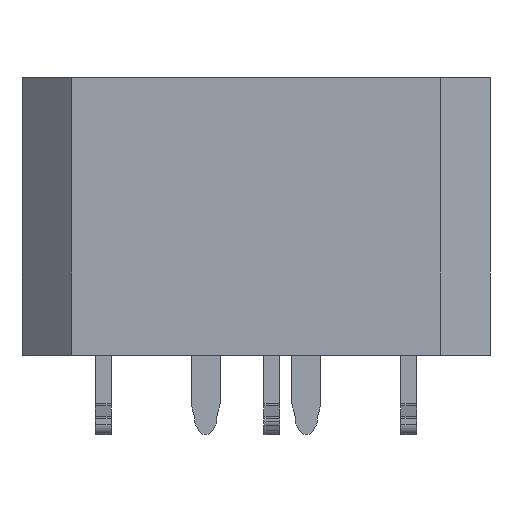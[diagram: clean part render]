
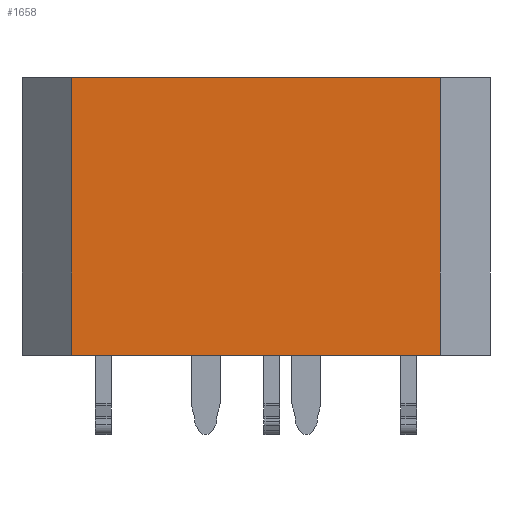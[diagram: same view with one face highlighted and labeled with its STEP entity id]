
A CAD part, left-side view. The second image highlights one B-rep face of the part: STEP entity #1658.
In plain terms, the highlighted planar face has unit normal (-1, 0, 0).
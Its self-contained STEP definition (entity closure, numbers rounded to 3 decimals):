
#295 = VECTOR ( 'NONE', #15596, 1000. ) ;
#1230 = EDGE_LOOP ( 'NONE', ( #36803, #2041, #29865, #21234 ) ) ;
#1658 = ADVANCED_FACE ( 'NONE', ( #15973 ), #3844, .F. ) ;
#2041 = ORIENTED_EDGE ( 'NONE', *, *, #34631, .T. ) ;
#3174 = DIRECTION ( 'NONE',  ( 0., -1., 0. ) ) ;
#3261 = VECTOR ( 'NONE', #12318, 1000. ) ;
#3844 = PLANE ( 'NONE',  #30902 ) ;
#7132 = CARTESIAN_POINT ( 'NONE',  ( -13.35, 11.8, 14. ) ) ;
#8471 = VERTEX_POINT ( 'NONE', #15070 ) ;
#9142 = LINE ( 'NONE', #21057, #21106 ) ;
#9157 = CARTESIAN_POINT ( 'NONE',  ( -13.35, -9.3, 0. ) ) ;
#10814 = VERTEX_POINT ( 'NONE', #9157 ) ;
#12318 = DIRECTION ( 'NONE',  ( 0., 0., -1. ) ) ;
#15070 = CARTESIAN_POINT ( 'NONE',  ( -13.35, -9.3, 14. ) ) ;
#15596 = DIRECTION ( 'NONE',  ( 0., -1., 0. ) ) ;
#15973 = FACE_OUTER_BOUND ( 'NONE', #1230, .T. ) ;
#16358 = DIRECTION ( 'NONE',  ( 0., 0., -1. ) ) ;
#17990 = EDGE_CURVE ( 'NONE', #19041, #8471, #9142, .T. ) ;
#18191 = CARTESIAN_POINT ( 'NONE',  ( -13.35, 9.3, 14. ) ) ;
#18463 = LINE ( 'NONE', #24602, #3261 ) ;
#18861 = CARTESIAN_POINT ( 'NONE',  ( -13.35, 11.8, 0. ) ) ;
#19041 = VERTEX_POINT ( 'NONE', #18191 ) ;
#19785 = EDGE_CURVE ( 'NONE', #19041, #28728, #18463, .T. ) ;
#21057 = CARTESIAN_POINT ( 'NONE',  ( -13.35, 11.8, 14. ) ) ;
#21106 = VECTOR ( 'NONE', #3174, 1000. ) ;
#21234 = ORIENTED_EDGE ( 'NONE', *, *, #19785, .T. ) ;
#24602 = CARTESIAN_POINT ( 'NONE',  ( -13.35, 9.3, 14. ) ) ;
#27679 = DIRECTION ( 'NONE',  ( 1., 0., 0. ) ) ;
#27869 = LINE ( 'NONE', #18861, #295 ) ;
#28728 = VERTEX_POINT ( 'NONE', #37436 ) ;
#29865 = ORIENTED_EDGE ( 'NONE', *, *, #17990, .F. ) ;
#30902 = AXIS2_PLACEMENT_3D ( 'NONE', #7132, #27679, #16358 ) ;
#31825 = CARTESIAN_POINT ( 'NONE',  ( -13.35, -9.3, 14. ) ) ;
#32255 = VECTOR ( 'NONE', #37601, 1000. ) ;
#33498 = EDGE_CURVE ( 'NONE', #28728, #10814, #27869, .T. ) ;
#34631 = EDGE_CURVE ( 'NONE', #10814, #8471, #34728, .T. ) ;
#34728 = LINE ( 'NONE', #31825, #32255 ) ;
#36803 = ORIENTED_EDGE ( 'NONE', *, *, #33498, .T. ) ;
#37436 = CARTESIAN_POINT ( 'NONE',  ( -13.35, 9.3, 0. ) ) ;
#37601 = DIRECTION ( 'NONE',  ( 0., 0., 1. ) ) ;
